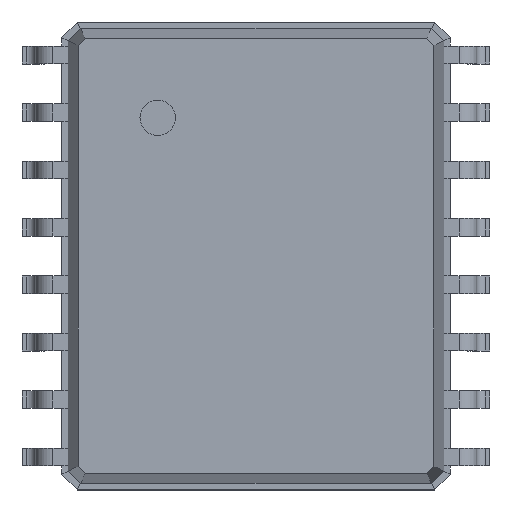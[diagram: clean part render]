
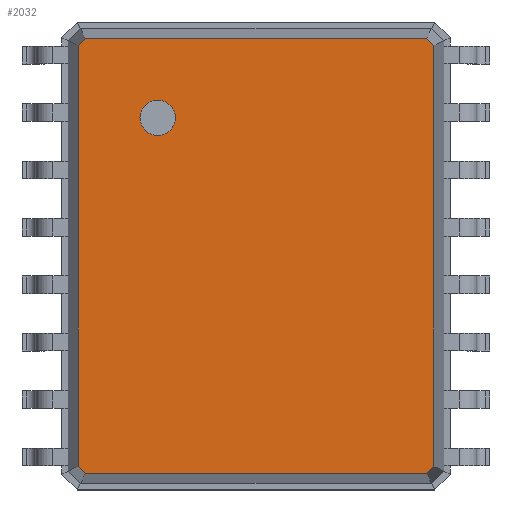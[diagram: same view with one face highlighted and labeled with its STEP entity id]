
A CAD part, top view. The second image highlights one B-rep face of the part: STEP entity #2032.
In plain terms, the highlighted planar face has unit normal (0, 0, 1).
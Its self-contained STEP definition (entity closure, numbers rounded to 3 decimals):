
#13=DIRECTION('',(0.,0.,1.));
#27=VECTOR('',#28,1.);
#28=DIRECTION('',(0.,-1.,0.));
#36=DIRECTION('',(0.,1.,0.));
#58=VECTOR('',#59,1.);
#59=DIRECTION('',(1.,0.,0.));
#130=VECTOR('',#131,1.);
#131=DIRECTION('',(-1.,0.,0.));
#421=VECTOR('',#422,1.);
#422=DIRECTION('',(0.707,-0.707,0.));
#428=VECTOR('',#429,1.);
#429=DIRECTION('',(-0.707,-0.707,0.));
#440=VECTOR('',#441,1.);
#441=DIRECTION('',(-0.707,0.707,0.));
#447=VECTOR('',#36,1.);
#451=VECTOR('',#452,1.);
#452=DIRECTION('',(0.707,0.707,0.));
#848=VERTEX_POINT('',#849);
#849=CARTESIAN_POINT('',(2.014,-2.382,1.6));
#851=ORIENTED_EDGE('',*,*,#852,.F.);
#852=EDGE_CURVE('',#853,#848,#855,.T.);
#853=VERTEX_POINT('',#854);
#854=CARTESIAN_POINT('',(2.014,2.382,1.6));
#855=LINE('',#854,#27);
#2023=ORIENTED_EDGE('',*,*,#2024,.F.);
#2024=EDGE_CURVE('',#2025,#853,#2027,.T.);
#2025=VERTEX_POINT('',#2026);
#2026=CARTESIAN_POINT('',(1.932,2.464,1.6));
#2027=LINE('',#2026,#421);
#2032=ADVANCED_FACE('',(#2033,#2063),#2072,.T.);
#2033=FACE_BOUND('',#2034,.T.);
#2034=EDGE_LOOP('',(#2035,#2040,#2045,#2050,#2055,#2060,#851,#2023));
#2035=ORIENTED_EDGE('',*,*,#2036,.F.);
#2036=EDGE_CURVE('',#2037,#2025,#2039,.T.);
#2037=VERTEX_POINT('',#2038);
#2038=CARTESIAN_POINT('',(-1.932,2.464,1.6));
#2039=LINE('',#2038,#58);
#2040=ORIENTED_EDGE('',*,*,#2041,.F.);
#2041=EDGE_CURVE('',#2042,#2037,#2044,.T.);
#2042=VERTEX_POINT('',#2043);
#2043=CARTESIAN_POINT('',(-2.014,2.382,1.6));
#2044=LINE('',#2043,#451);
#2045=ORIENTED_EDGE('',*,*,#2046,.F.);
#2046=EDGE_CURVE('',#2047,#2042,#2049,.T.);
#2047=VERTEX_POINT('',#2048);
#2048=CARTESIAN_POINT('',(-2.014,-2.382,1.6));
#2049=LINE('',#2048,#447);
#2050=ORIENTED_EDGE('',*,*,#2051,.F.);
#2051=EDGE_CURVE('',#2052,#2047,#2054,.T.);
#2052=VERTEX_POINT('',#2053);
#2053=CARTESIAN_POINT('',(-1.932,-2.464,1.6));
#2054=LINE('',#2053,#440);
#2055=ORIENTED_EDGE('',*,*,#2056,.F.);
#2056=EDGE_CURVE('',#2057,#2052,#2059,.T.);
#2057=VERTEX_POINT('',#2058);
#2058=CARTESIAN_POINT('',(1.932,-2.464,1.6));
#2059=LINE('',#2058,#130);
#2060=ORIENTED_EDGE('',*,*,#2061,.F.);
#2061=EDGE_CURVE('',#848,#2057,#2062,.T.);
#2062=LINE('',#849,#428);
#2063=FACE_BOUND('',#2064,.T.);
#2064=EDGE_LOOP('',(#2065));
#2065=ORIENTED_EDGE('',*,*,#2066,.F.);
#2066=EDGE_CURVE('',#2067,#2067,#2069,.T.);
#2067=VERTEX_POINT('',#2068);
#2068=CARTESIAN_POINT('',(-1.114,1.364,1.6));
#2069=CIRCLE('',#2070,0.2);
#2070=AXIS2_PLACEMENT_3D('',#2071,#13,#28);
#2071=CARTESIAN_POINT('',(-1.114,1.564,1.6));
#2072=PLANE('',#2073);
#2073=AXIS2_PLACEMENT_3D('',#2038,#13,#2074);
#2074=DIRECTION('',(0.617,-0.787,0.));
